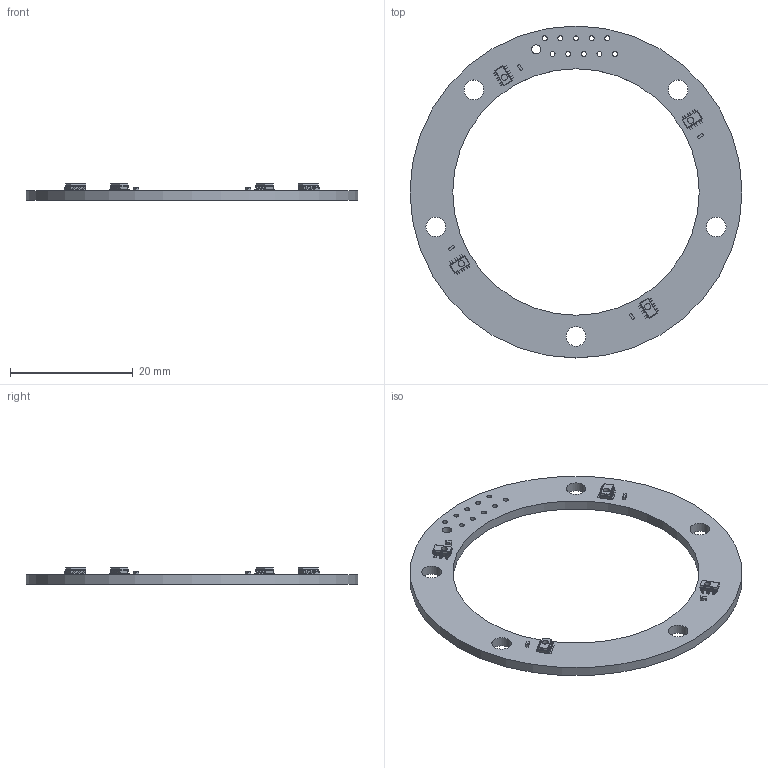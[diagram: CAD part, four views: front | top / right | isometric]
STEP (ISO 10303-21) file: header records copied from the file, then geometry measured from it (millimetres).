
FILE_DESCRIPTION(('KiCad electronic assembly'),'2;1');
FILE_NAME('roboy_3.0_40mm_ball_sensor.step','2020-06-09T11:37:01',( 'An Author'),('A Company'),'Open CASCADE STEP processor 6.9', 'KiCad to STEP converter','Unknown');
FILE_SCHEMA(('AUTOMOTIVE_DESIGN { 1 0 10303 214 1 1 1 1 }'));
Length unit declared in the file: millimetre
Products named in the file (6): Open CASCADE STEP translator 6.9 1; TLE493d; COMPOUND; C_0402_1005Metric; SOLID
Assembly tree (11 placements, depth 3):
  Open CASCADE STEP translator 6.9 1
    TLE493d  x4
      COMPOUND
    C_0402_1005Metric  x4
      SOLID
    COMPOUND
Bounding box: 54 x 54 x 2.75 mm (x, y, z)
Volume: 1586.3 mm3; surface area: 2676.3 mm2
Topology: 33 solids, 33 shells, 564 faces, 1394 edges, 908 vertices
Faces by surface type: plane 366, cylinder 198
Full cylindrical faces by diameter (mm): 0.8 x10, 1 x4, 1.5 x1, 3.2 x5, 40.098 x1, 54 x1
Entity records: 11750 total; most frequent: CARTESIAN_POINT 3401, DIRECTION 1517, LINE 873, VECTOR 873, ORIENTED_EDGE 778, PCURVE 778, DEFINITIONAL_REPRESENTATION 778, EDGE_CURVE 389
